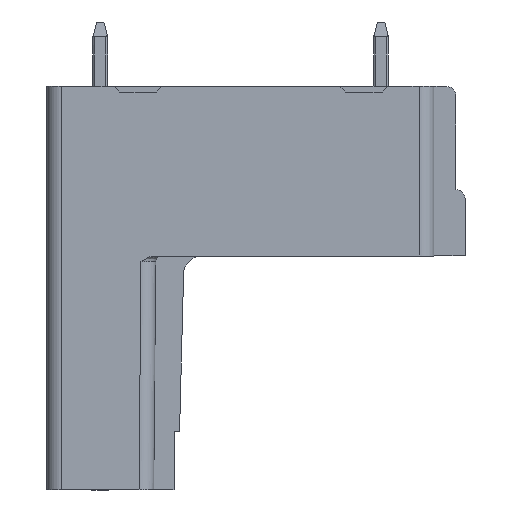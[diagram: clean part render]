
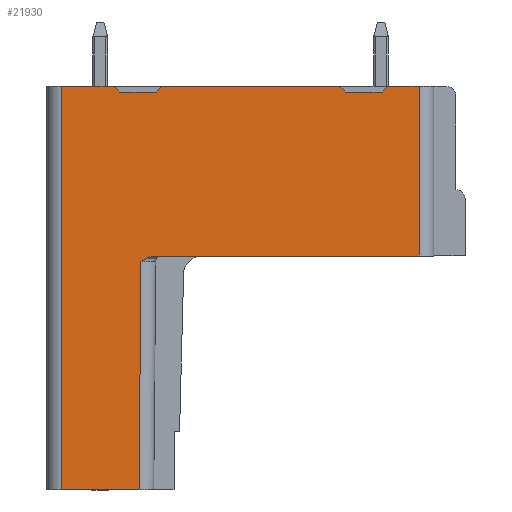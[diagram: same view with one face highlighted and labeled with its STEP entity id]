
A CAD part, left-side view. The second image highlights one B-rep face of the part: STEP entity #21930.
In plain terms, the highlighted planar face has unit normal (-1, 0, 0).
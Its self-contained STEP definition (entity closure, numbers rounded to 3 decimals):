
#321=CARTESIAN_POINT('',(-26.9,5.537,
0.));
#1053=DIRECTION('',(0.,1.,0.));
#1054=VECTOR('',#1053,2.85);
#1055=CARTESIAN_POINT('',(-26.9,7.75,9.2));
#1056=LINE('',#1055,#1054);
#3366=DIRECTION('',(0.,1.,0.));
#3367=VECTOR('',#3366,14.337);
#3368=CARTESIAN_POINT('',(-26.9,-8.8,
0.));
#3369=LINE('',#3368,#3367);
#3370=CARTESIAN_POINT('',(-26.9,5.537,
0.));
#3371=CARTESIAN_POINT('',(-26.9,5.563,
0.));
#3372=CARTESIAN_POINT('',(-26.9,5.618,
-0.002));
#3373=CARTESIAN_POINT('',(-26.9,5.71,
-0.018));
#3374=CARTESIAN_POINT('',(-26.9,5.81,
-0.046));
#3375=CARTESIAN_POINT('',(-26.9,5.918,
-0.089));
#3376=CARTESIAN_POINT('',(-26.9,6.033,
-0.146));
#3377=CARTESIAN_POINT('',(-26.9,6.157,
-0.216));
#3378=CARTESIAN_POINT('',(-26.9,6.245,
-0.271));
#3379=CARTESIAN_POINT('',(-26.9,6.292,
-0.3));
#3381=DIRECTION('',(0.,0.009,-1.));
#3382=VECTOR('',#3381,12.4);
#3383=CARTESIAN_POINT('',(-26.9,6.292,
-0.3));
#3384=LINE('',#3383,#3382);
#3385=DIRECTION('',(0.,1.,0.));
#3386=VECTOR('',#3385,4.2);
#3387=CARTESIAN_POINT('',(-26.9,6.4,-12.7));
#3388=LINE('',#3387,#3386);
#3389=DIRECTION('',(0.,-0.707,-0.707));
#3390=VECTOR('',#3389,0.424);
#3391=CARTESIAN_POINT('',(-26.9,7.75,9.2));
#3392=LINE('',#3391,#3390);
#3393=DIRECTION('',(0.,-0.707,0.707));
#3394=VECTOR('',#3393,0.424);
#3395=CARTESIAN_POINT('',(-26.9,5.45,8.9));
#3396=LINE('',#3395,#3394);
#3397=DIRECTION('',(0.,-1.,0.));
#3398=VECTOR('',#3397,9.65);
#3399=CARTESIAN_POINT('',(-26.9,5.15,9.2));
#3400=LINE('',#3399,#3398);
#3401=DIRECTION('',(0.,-0.707,-0.707));
#3402=VECTOR('',#3401,0.424);
#3403=CARTESIAN_POINT('',(-26.9,-4.5,9.2));
#3404=LINE('',#3403,#3402);
#3405=DIRECTION('',(0.,-0.707,0.707));
#3406=VECTOR('',#3405,0.424);
#3407=CARTESIAN_POINT('',(-26.9,-6.8,8.9));
#3408=LINE('',#3407,#3406);
#3409=DIRECTION('',(0.,-1.,0.));
#3410=VECTOR('',#3409,1.7);
#3411=CARTESIAN_POINT('',(-26.9,-7.1,9.2));
#3412=LINE('',#3411,#3410);
#3413=DIRECTION('',(0.,0.,-1.));
#3414=VECTOR('',#3413,9.2);
#3415=CARTESIAN_POINT('',(-26.9,-8.8,9.2));
#3416=LINE('',#3415,#3414);
#4124=DIRECTION('',(0.,1.,0.));
#4125=VECTOR('',#4124,2.);
#4126=CARTESIAN_POINT('',(-26.9,5.45,8.9));
#4127=LINE('',#4126,#4125);
#9360=DIRECTION('',(0.,0.,-1.));
#9361=VECTOR('',#9360,21.9);
#9362=CARTESIAN_POINT('',(-26.9,10.6,9.2));
#9363=LINE('',#9362,#9361);
#9496=DIRECTION('',(0.,1.,0.));
#9497=VECTOR('',#9496,2.);
#9498=CARTESIAN_POINT('',(-26.9,-6.8,8.9));
#9499=LINE('',#9498,#9497);
#14812=VERTEX_POINT('',#321);
#14813=CARTESIAN_POINT('',(-26.9,-8.8,
0.));
#14814=VERTEX_POINT('',#14813);
#14975=CARTESIAN_POINT('',(-26.9,-8.8,9.2));
#14976=VERTEX_POINT('',#14975);
#14977=CARTESIAN_POINT('',(-26.9,-7.1,9.2));
#14978=VERTEX_POINT('',#14977);
#14983=CARTESIAN_POINT('',(-26.9,-4.5,9.2));
#14984=VERTEX_POINT('',#14983);
#14985=CARTESIAN_POINT('',(-26.9,5.15,9.2));
#14986=VERTEX_POINT('',#14985);
#14995=CARTESIAN_POINT('',(-26.9,7.75,9.2));
#14996=VERTEX_POINT('',#14995);
#14997=CARTESIAN_POINT('',(-26.9,10.6,9.2));
#14998=VERTEX_POINT('',#14997);
#15078=VERTEX_POINT('',#3379);
#15079=CARTESIAN_POINT('',(-26.9,6.4,-12.7));
#15080=VERTEX_POINT('',#15079);
#15081=CARTESIAN_POINT('',(-26.9,10.6,-12.7));
#15082=VERTEX_POINT('',#15081);
#15083=CARTESIAN_POINT('',(-26.9,7.45,8.9));
#15084=VERTEX_POINT('',#15083);
#15085=CARTESIAN_POINT('',(-26.9,5.45,8.9));
#15086=VERTEX_POINT('',#15085);
#15087=CARTESIAN_POINT('',(-26.9,-4.8,8.9));
#15088=VERTEX_POINT('',#15087);
#15089=CARTESIAN_POINT('',(-26.9,-6.8,8.9));
#15090=VERTEX_POINT('',#15089);
#21898=CARTESIAN_POINT('',(-26.9,5.192,-0.3));
#21899=DIRECTION('',(-1.,0.,0.));
#21900=DIRECTION('',(0.,-1.,0.));
#21901=AXIS2_PLACEMENT_3D('',#21898,#21899,#21900);
#21902=PLANE('',#21901);
#21903=ORIENTED_EDGE('',*,*,#17838,.T.);
#21905=ORIENTED_EDGE('',*,*,#21904,.T.);
#21907=ORIENTED_EDGE('',*,*,#21906,.T.);
#21909=ORIENTED_EDGE('',*,*,#21908,.T.);
#21911=ORIENTED_EDGE('',*,*,#21910,.F.);
#21912=ORIENTED_EDGE('',*,*,#18430,.F.);
#21914=ORIENTED_EDGE('',*,*,#21913,.T.);
#21916=ORIENTED_EDGE('',*,*,#21915,.F.);
#21918=ORIENTED_EDGE('',*,*,#21917,.T.);
#21919=ORIENTED_EDGE('',*,*,#18414,.T.);
#21921=ORIENTED_EDGE('',*,*,#21920,.T.);
#21923=ORIENTED_EDGE('',*,*,#21922,.F.);
#21925=ORIENTED_EDGE('',*,*,#21924,.T.);
#21926=ORIENTED_EDGE('',*,*,#18405,.T.);
#21927=ORIENTED_EDGE('',*,*,#21891,.T.);
#21928=EDGE_LOOP('',(#21903,#21905,#21907,#21909,#21911,#21912,#21914,#21916,
#21918,#21919,#21921,#21923,#21925,#21926,#21927));
#21929=FACE_OUTER_BOUND('',#21928,.F.);
#21930=ADVANCED_FACE('',(#21929),#21902,.T.);
#3380=B_SPLINE_CURVE_WITH_KNOTS('',3,(#3370,#3371,#3372,#3373,#3374,#3375,#3376,
#3377,#3378,#3379),.UNSPECIFIED.,.F.,.F.,(4,1,1,1,1,1,1,4),(0.,
0.143,0.286,0.429,0.571,
0.714,0.857,1.),.UNSPECIFIED.);
#17838=EDGE_CURVE('',#14814,#14812,#3369,.T.);
#18405=EDGE_CURVE('',#14978,#14976,#3412,.T.);
#18414=EDGE_CURVE('',#14986,#14984,#3400,.T.);
#18430=EDGE_CURVE('',#14996,#14998,#1056,.T.);
#21891=EDGE_CURVE('',#14976,#14814,#3416,.T.);
#21904=EDGE_CURVE('',#14812,#15078,#3380,.T.);
#21906=EDGE_CURVE('',#15078,#15080,#3384,.T.);
#21908=EDGE_CURVE('',#15080,#15082,#3388,.T.);
#21910=EDGE_CURVE('',#14998,#15082,#9363,.T.);
#21913=EDGE_CURVE('',#14996,#15084,#3392,.T.);
#21915=EDGE_CURVE('',#15086,#15084,#4127,.T.);
#21917=EDGE_CURVE('',#15086,#14986,#3396,.T.);
#21920=EDGE_CURVE('',#14984,#15088,#3404,.T.);
#21922=EDGE_CURVE('',#15090,#15088,#9499,.T.);
#21924=EDGE_CURVE('',#15090,#14978,#3408,.T.);
